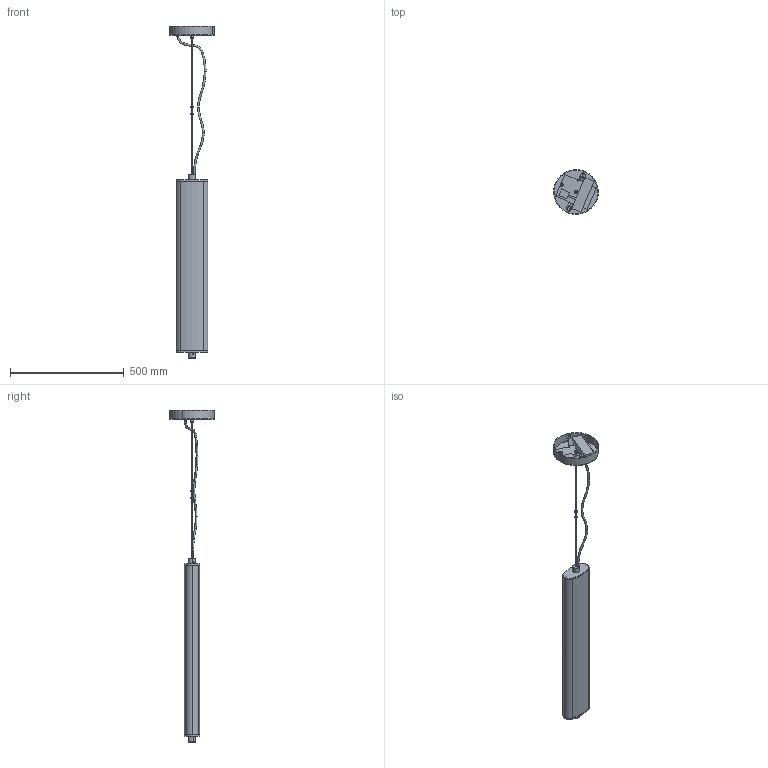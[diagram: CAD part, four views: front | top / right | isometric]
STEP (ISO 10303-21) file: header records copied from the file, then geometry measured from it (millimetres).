
FILE_DESCRIPTION (( 'STEP AP214' ), '1' );
FILE_NAME ('060PM_000_verticale.STEP', '2023-02-20T06:29:16', ( '' ), ( '' ), 'SwSTEP 2.0', 'SolidWorks 2014', '' );
FILE_SCHEMA (( 'AUTOMOTIVE_DESIGN' ));
Length unit declared in the file: millimetre
Products named in the file (79): Tige M10 x 1 x 15; 060PM_004; steab_NIPPLO_5016_3_7; 060PXL_003; BLOCCACAVO STEAB ART 5069-7; 060PXL_005; Scatoletta_connessione_tripol_scatoletta3_guidolux; LED_EA_STF128_24_9.6W; 008PM_012; 060PXL_020; Anello_or_sil_trasp_8x1_78; TCI_127490_DALI_2; 060PXL_002; vite_tsp_TCroce_m4x6; 008PM_010; vite tc m4x8 croce; grano EI M4x4_PUNTA_CONICA; TU_VR_003_6mm; dado M10_basso; 060PXL_021; TU_VR_020; 008PM_017; grano EI M4x8; grano EI M3x4; GUIDOLUX__GHIERA_M10X1_M_49_10_11; 008PM_013; CONO_1000_ASSIEME_ROSONE.SLDPRT; 060PM_000_verticale; GUIDOLUX_MORSETTO_SOSPENSIONI_M_65_09_10
Assembly tree (51 placements, depth 3):
  060PM_004
  Tige M10 x 1 x 15
  BLOCCACAVO STEAB ART 5069-7
  Scatoletta_connessione_tripol_scatoletta3_guidolux
  LED_EA_STF128_24_9.6W
Bounding box: 196.48 x 196.48 x 1462.29 mm (x, y, z)
Volume: 1707073.4 mm3; surface area: 868891.1 mm2
Topology: 50 solids, 56 shells, 1534 faces, 3634 edges, 2337 vertices
Faces by surface type: plane 1028, cylinder 319, cone 92, torus 89, bspline 4, sphere 2
Entity records: 23771 total; most frequent: CARTESIAN_POINT 4902, DIRECTION 3772, ORIENTED_EDGE 3358, EDGE_CURVE 1679, AXIS2_PLACEMENT_3D 1421, VERTEX_POINT 1065, LINE 930, VECTOR 930
